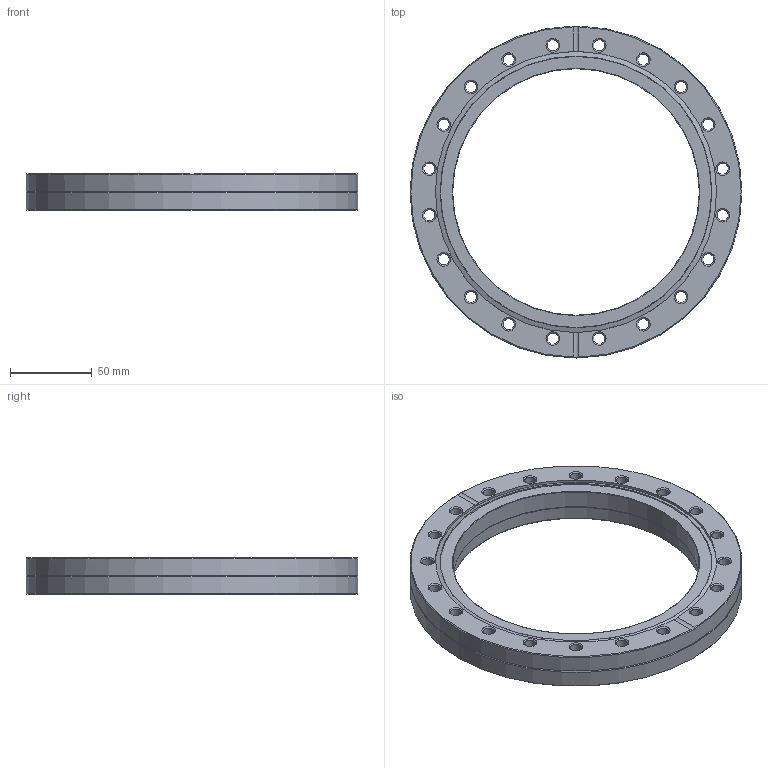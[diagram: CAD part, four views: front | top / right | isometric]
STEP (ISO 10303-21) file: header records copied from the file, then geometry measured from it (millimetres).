
FILE_DESCRIPTION( ( 'Unknown' ), '1' );
FILE_NAME( 'F0800X600NM.stp', 'Unknown', ( 'Unknown' ), ( 'Unknown' ), 'XStep 1.0', 'Unknown', ' ' );
FILE_SCHEMA( ( 'CONFIG_CONTROL_DESIGN' ) );
Length unit declared in the file: millimetre
Products named in the file (1): 1
Bounding box: 202.44 x 202.44 x 22.35 mm (x, y, z)
Volume: 293443.5 mm3; surface area: 61803.6 mm2
Topology: 1 solids, 1 shells, 83 faces, 194 edges, 114 vertices
Faces by surface type: cone 46, cylinder 27, plane 5, torus 5
Full cylindrical faces by diameter (mm): 6.8 x20, 150.368 x1, 152.908 x1, 171.45 x1, 202.438 x2
Entity records: 2116 total; most frequent: DIRECTION 376, CARTESIAN_POINT 372, ORIENTED_EDGE 228, EDGE_LOOP 200, AXIS2_PLACEMENT_3D 186, EDGE_CURVE 114, FACE_OUTER_BOUND 113, VERTEX_POINT 108
